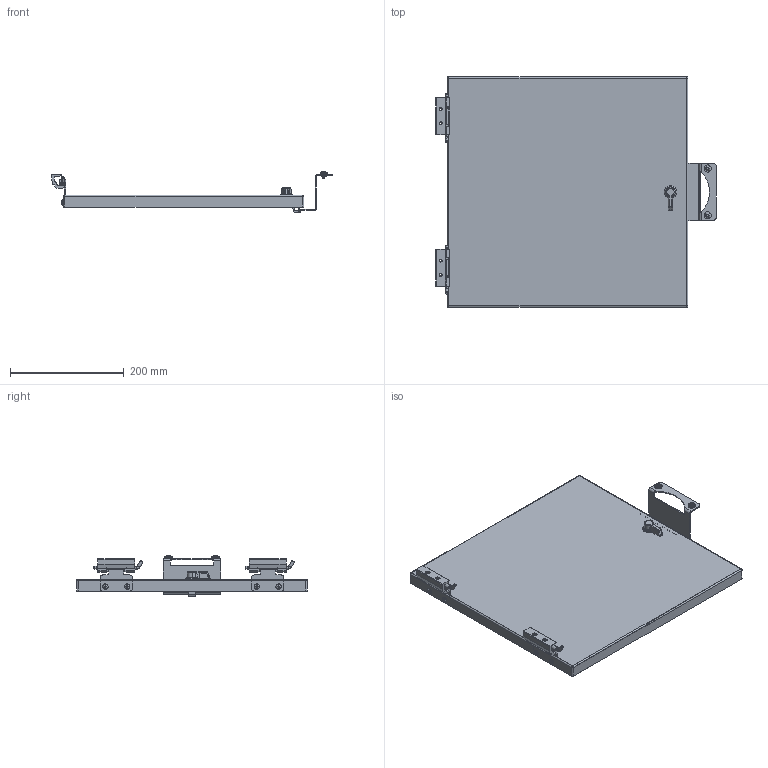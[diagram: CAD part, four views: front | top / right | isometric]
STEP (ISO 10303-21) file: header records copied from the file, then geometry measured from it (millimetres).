
FILE_DESCRIPTION (( 'STEP AP214' ), '1' );
FILE_NAME ('SCE-DF20EL20LP.STEP', '2022-07-25T17:53:12', ( '' ), ( '' ), 'SwSTEP 2.0', 'SolidWorks 2022', '' );
FILE_SCHEMA (( 'AUTOMOTIVE_DESIGN' ));
Length unit declared in the file: inch
Products named in the file (1): SCE-DF20EL20LP
Bounding box: 493.94 x 406.4 x 72.93 mm (x, y, z)
Volume: 381292.9 mm3; surface area: 475723.8 mm2
Topology: 31 solids, 31 shells, 1096 faces, 2766 edges, 1672 vertices
Faces by surface type: plane 535, cylinder 329, bspline 100, cone 82, torus 30, sphere 20
Entity records: 36308 total; most frequent: CARTESIAN_POINT 10449, ORIENTED_EDGE 5342, DIRECTION 5114, EDGE_CURVE 2671, AXIS2_PLACEMENT_3D 1803, VERTEX_POINT 1672, LINE 1508, VECTOR 1508
